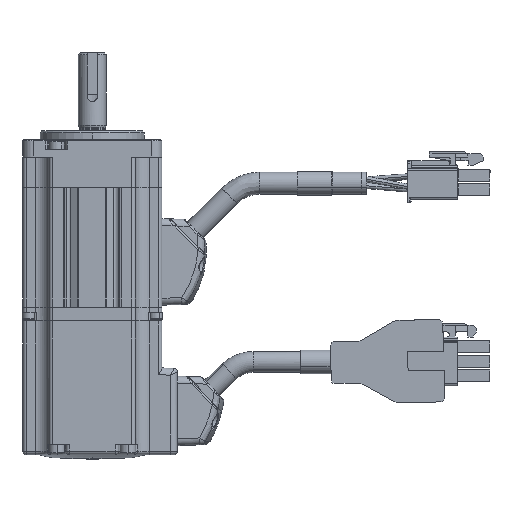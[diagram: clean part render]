
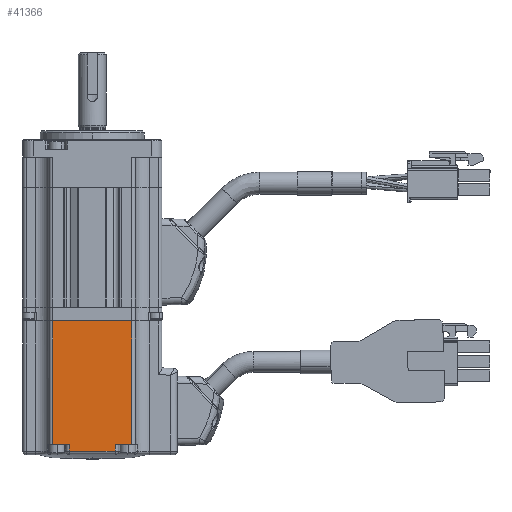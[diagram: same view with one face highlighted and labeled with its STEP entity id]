
A CAD part, left-side view. The second image highlights one B-rep face of the part: STEP entity #41366.
In plain terms, the highlighted planar face has unit normal (-1, 0, 0).
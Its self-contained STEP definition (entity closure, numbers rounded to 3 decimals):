
#15075 = CARTESIAN_POINT ( 'NONE',  ( -21.191, 11.4, -66.5 ) ) ;
#15090 = DIRECTION ( 'NONE',  ( 0., 1., 0. ) ) ;
#15091 = VECTOR ( 'NONE', #15090, 1000. ) ;
#15092 = CARTESIAN_POINT ( 'NONE',  ( -21.191, -12.4, -66.5 ) ) ;
#15093 = LINE ( 'NONE', #15092, #15091 ) ;
#15126 = CARTESIAN_POINT ( 'NONE',  ( -21.191, 6.584, -68.5 ) ) ;
#15153 = DIRECTION ( 'NONE',  ( 0., -1., 0. ) ) ;
#15154 = VECTOR ( 'NONE', #15153, 1000. ) ;
#15155 = CARTESIAN_POINT ( 'NONE',  ( -21.191, -12.4, -68.5 ) ) ;
#15160 = LINE ( 'NONE', #15155, #15154 ) ;
#15260 = CARTESIAN_POINT ( 'NONE',  ( -21.191, -6.584, -68.5 ) ) ;
#15296 = VECTOR ( 'NONE', #15306, 1000. ) ;
#15306 = DIRECTION ( 'NONE',  ( 0., 0., -1. ) ) ;
#15342 = CARTESIAN_POINT ( 'NONE',  ( -21.191, 6.584, -69.5 ) ) ;
#15364 = LINE ( 'NONE', #15342, #15296 ) ;
#15370 = DIRECTION ( 'NONE',  ( 0., 0., 1. ) ) ;
#15371 = CARTESIAN_POINT ( 'NONE',  ( -21.191, -6.584, -66.5 ) ) ;
#15381 = CARTESIAN_POINT ( 'NONE',  ( -21.191, 6.584, -66.5 ) ) ;
#15385 = VECTOR ( 'NONE', #15370, 1000. ) ;
#15386 = CARTESIAN_POINT ( 'NONE',  ( -21.191, -6.584, -69.5 ) ) ;
#15388 = LINE ( 'NONE', #15386, #15385 ) ;
#15397 = DIRECTION ( 'NONE',  ( 0., 0., -1. ) ) ;
#15469 = CARTESIAN_POINT ( 'NONE',  ( -21.191, -11.4, -66.5 ) ) ;
#15902 = PLANE ( 'NONE',  #16105 ) ;
#15954 = DIRECTION ( 'NONE',  ( 0., 0., 1. ) ) ;
#15955 = VECTOR ( 'NONE', #15954, 1000. ) ;
#15956 = CARTESIAN_POINT ( 'NONE',  ( -21.191, -11.4, -69.5 ) ) ;
#15957 = LINE ( 'NONE', #15956, #15955 ) ;
#15969 = DIRECTION ( 'NONE',  ( 0., -1., 0. ) ) ;
#15970 = VECTOR ( 'NONE', #15969, 1000. ) ;
#15971 = CARTESIAN_POINT ( 'NONE',  ( -21.191, -12.4, -66.5 ) ) ;
#15972 = LINE ( 'NONE', #15971, #15970 ) ;
#16102 = VECTOR ( 'NONE', #15397, 1000. ) ;
#16103 = CARTESIAN_POINT ( 'NONE',  ( -21.191, 11.4, -69.5 ) ) ;
#16104 = LINE ( 'NONE', #16103, #16102 ) ;
#16105 = AXIS2_PLACEMENT_3D ( 'NONE', #16448, #16416, #16449 ) ;
#16167 = CARTESIAN_POINT ( 'NONE',  ( -21.191, 11.4, -31. ) ) ;
#16245 = FACE_OUTER_BOUND ( 'NONE', #41367, .T. ) ;
#16414 = DIRECTION ( 'NONE',  ( 0., -1., 0. ) ) ;
#16415 = VECTOR ( 'NONE', #16414, 1000. ) ;
#16416 = DIRECTION ( 'NONE',  ( 1., 0., 0. ) ) ;
#16448 = CARTESIAN_POINT ( 'NONE',  ( -21.191, -12.4, -69.5 ) ) ;
#16449 = DIRECTION ( 'NONE',  ( 0., 0., 1. ) ) ;
#16545 = CARTESIAN_POINT ( 'NONE',  ( -21.191, -12.4, -31. ) ) ;
#16546 = LINE ( 'NONE', #16545, #16415 ) ;
#16577 = CARTESIAN_POINT ( 'NONE',  ( -21.191, -11.4, -31. ) ) ;
#40718 = EDGE_CURVE ( 'NONE', #40740, #40826, #15160, .T. ) ;
#40726 = VERTEX_POINT ( 'NONE', #15075 ) ;
#40731 = EDGE_CURVE ( 'NONE', #40845, #40726, #15093, .T. ) ;
#40740 = VERTEX_POINT ( 'NONE', #15126 ) ;
#40742 = EDGE_CURVE ( 'NONE', #40845, #40740, #15364, .T. ) ;
#40826 = VERTEX_POINT ( 'NONE', #15260 ) ;
#40845 = VERTEX_POINT ( 'NONE', #15381 ) ;
#40850 = VERTEX_POINT ( 'NONE', #15371 ) ;
#40853 = EDGE_CURVE ( 'NONE', #40826, #40850, #15388, .T. ) ;
#40913 = VERTEX_POINT ( 'NONE', #15469 ) ;
#41157 = EDGE_CURVE ( 'NONE', #40850, #40913, #15972, .T. ) ;
#41178 = ORIENTED_EDGE ( 'NONE', *, *, #40853, .T. ) ;
#41179 = ORIENTED_EDGE ( 'NONE', *, *, #41157, .T. ) ;
#41180 = ORIENTED_EDGE ( 'NONE', *, *, #41181, .T. ) ;
#41181 = EDGE_CURVE ( 'NONE', #40913, #41370, #15957, .T. ) ;
#41229 = EDGE_CURVE ( 'NONE', #41230, #40726, #16104, .T. ) ;
#41230 = VERTEX_POINT ( 'NONE', #16167 ) ;
#41362 = ORIENTED_EDGE ( 'NONE', *, *, #40731, .F. ) ;
#41363 = ORIENTED_EDGE ( 'NONE', *, *, #40742, .T. ) ;
#41364 = ORIENTED_EDGE ( 'NONE', *, *, #40718, .T. ) ;
#41366 = ADVANCED_FACE ( 'NONE', ( #16245 ), #15902, .F. ) ;
#41367 = EDGE_LOOP ( 'NONE', ( #41368, #41371, #41362, #41363, #41364, #41178, #41179, #41180 ) ) ;
#41368 = ORIENTED_EDGE ( 'NONE', *, *, #41369, .F. ) ;
#41369 = EDGE_CURVE ( 'NONE', #41230, #41370, #16546, .T. ) ;
#41370 = VERTEX_POINT ( 'NONE', #16577 ) ;
#41371 = ORIENTED_EDGE ( 'NONE', *, *, #41229, .T. ) ;
